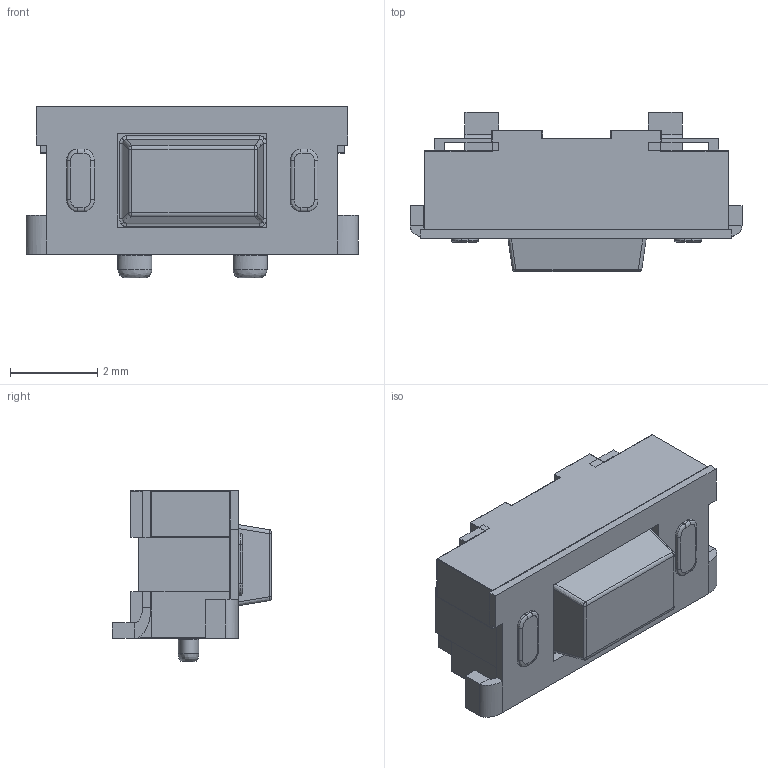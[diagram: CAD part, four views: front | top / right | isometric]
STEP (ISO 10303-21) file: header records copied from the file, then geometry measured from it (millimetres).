
FILE_DESCRIPTION(/* description */ (''),/* implementation_level */ '2;1');
FILE_NAME(/* name */ 'SHOU HAN TS36CA-0.6_v1.step',/* time_stamp */ '2021-09-16T10:58:38+02:00',/* author */ (''),/* organization */ (''),/* preprocessor_version */ 'ST-DEVELOPER v18.1',/* originating_system */ 'Autodesk Translation Framework v10.10.0.1391',/* authorisation */ '');
FILE_SCHEMA (('AUTOMOTIVE_DESIGN { 1 0 10303 214 3 1 1 }'));
Length unit declared in the file: millimetre
Products named in the file (5): SWITCH_xiaobeibei; xiaobeibei_body; xiaobeibei_cap; xiaobeibei_plate; xiaobeibei_pin
Assembly tree (5 placements, depth 2):
  SWITCH_xiaobeibei
    xiaobeibei_body
    xiaobeibei_cap
    xiaobeibei_plate
    xiaobeibei_pin  x2
Bounding box: 7.6 x 3.64 x 3.93 mm (x, y, z)
Volume: 47.1 mm3; surface area: 204.8 mm2
Topology: 5 solids, 5 shells, 417 faces, 1008 edges, 592 vertices
Faces by surface type: bspline 209, plane 208
Entity records: 17008 total; most frequent: CARTESIAN_POINT 8460, ORIENTED_EDGE 1908, DIRECTION 1480, EDGE_CURVE 954, LINE 634, VECTOR 634, VERTEX_POINT 576, EDGE_LOOP 430
